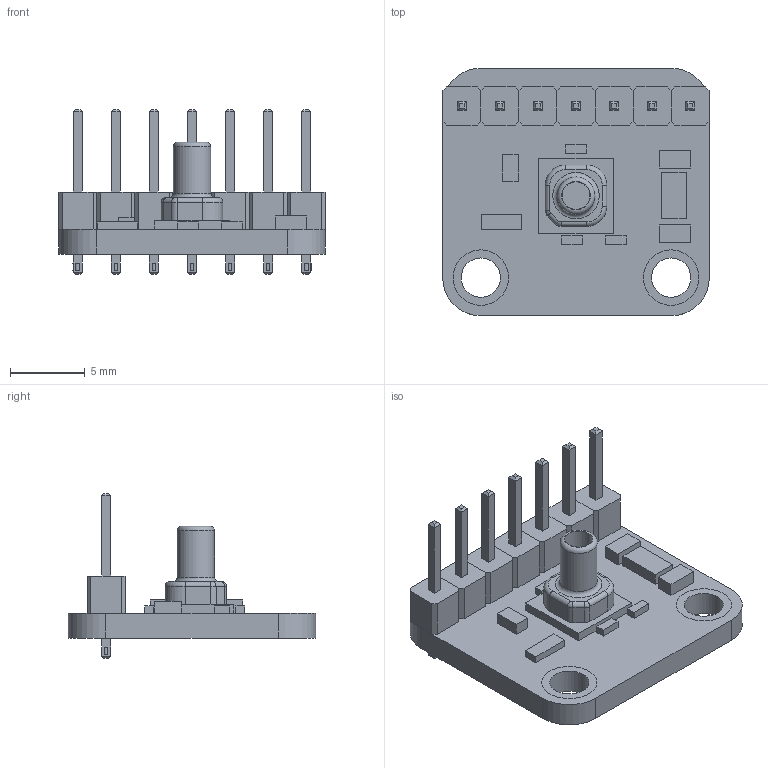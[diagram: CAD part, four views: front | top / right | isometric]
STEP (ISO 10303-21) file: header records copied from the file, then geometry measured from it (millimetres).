
FILE_DESCRIPTION(/* description */ (''),/* implementation_level */ '2;1');
FILE_NAME(/* name */ 'MPRLS_1.step',/* time_stamp */ '2023-04-21T15:33:58+02:00',/* author */ (''),/* organization */ (''),/* preprocessor_version */ 'ST-DEVELOPER v19.2',/* originating_system */ 'Autodesk Translation Framework v11.17.0.187',/* authorisation */ '');
FILE_SCHEMA (('AUTOMOTIVE_DESIGN { 1 0 10303 214 3 1 1 }'));
Length unit declared in the file: millimetre
Products named in the file (3): (Nicht gespeichert); Adafruit MPRLS Ported Pressure Sensor Breakout; Male Header
Assembly tree (8 placements, depth 2):
  (Nicht gespeichert)
    Adafruit MPRLS Ported Pressure Sensor Breakout
    Male Header  x7
Bounding box: 17.78 x 16.51 x 11 mm (x, y, z)
Volume: 636.1 mm3; surface area: 1260.6 mm2
Topology: 16 solids, 16 shells, 381 faces, 838 edges, 537 vertices
Faces by surface type: plane 321, cylinder 53, torus 5, bspline 2
Full cylindrical faces by diameter (mm): 1.125 x7, 1.85 x1, 2.5 x1, 2.625 x2
Entity records: 4135 total; most frequent: DIRECTION 680, CARTESIAN_POINT 679, ORIENTED_EDGE 620, EDGE_CURVE 310, LINE 240, VECTOR 240, AXIS2_PLACEMENT_3D 220, VERTEX_POINT 201
